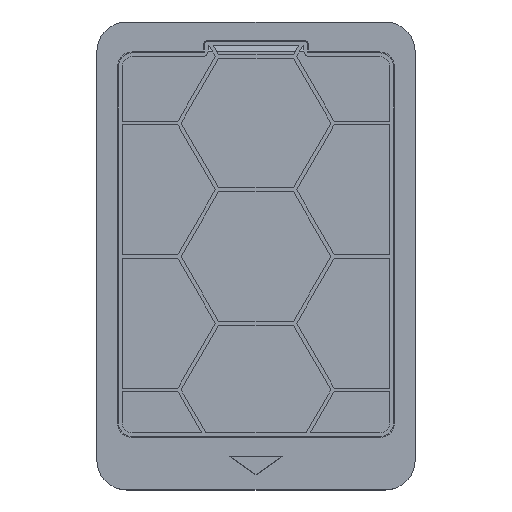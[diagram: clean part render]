
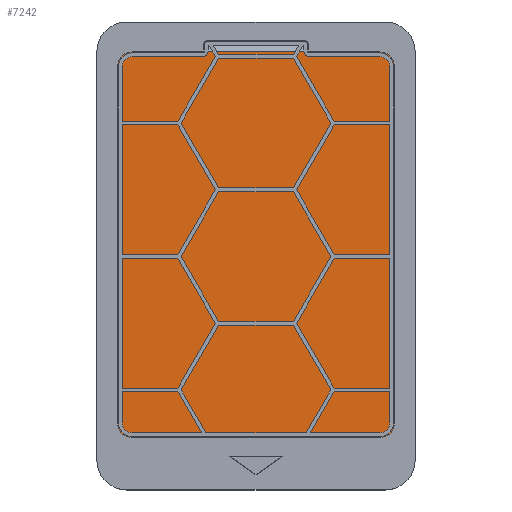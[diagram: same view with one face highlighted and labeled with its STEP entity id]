
A CAD part, top view. The second image highlights one B-rep face of the part: STEP entity #7242.
In plain terms, the highlighted planar face has unit normal (0, 0, 1).
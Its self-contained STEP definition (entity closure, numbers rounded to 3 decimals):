
#157=PLANE('',#7666);
#486=FACE_OUTER_BOUND('',#862,.T.);
#862=EDGE_LOOP('',(#5371,#5372,#5373,#5374));
#1390=LINE('',#10392,#2328);
#1391=LINE('',#10394,#2329);
#1392=LINE('',#10396,#2330);
#1393=LINE('',#10397,#2331);
#2328=VECTOR('',#8426,10.);
#2329=VECTOR('',#8427,10.);
#2330=VECTOR('',#8428,10.);
#2331=VECTOR('',#8429,10.);
#3343=VERTEX_POINT('',#10390);
#3344=VERTEX_POINT('',#10391);
#3345=VERTEX_POINT('',#10393);
#3346=VERTEX_POINT('',#10395);
#4116=EDGE_CURVE('',#3343,#3344,#1390,.T.);
#4117=EDGE_CURVE('',#3343,#3345,#1391,.T.);
#4118=EDGE_CURVE('',#3346,#3345,#1392,.T.);
#4119=EDGE_CURVE('',#3346,#3344,#1393,.T.);
#5371=ORIENTED_EDGE('',*,*,#4116,.F.);
#5372=ORIENTED_EDGE('',*,*,#4117,.T.);
#5373=ORIENTED_EDGE('',*,*,#4118,.F.);
#5374=ORIENTED_EDGE('',*,*,#4119,.T.);
#7242=ADVANCED_FACE('',(#486),#157,.F.);
#7666=AXIS2_PLACEMENT_3D('',#10389,#8424,#8425);
#8424=DIRECTION('center_axis',(0.,0.,-1.));
#8425=DIRECTION('ref_axis',(1.,0.,0.));
#8426=DIRECTION('',(1.,0.,0.));
#8427=DIRECTION('',(0.,-1.,0.));
#8428=DIRECTION('',(-1.,0.,0.));
#8429=DIRECTION('',(0.,1.,0.));
#10389=CARTESIAN_POINT('Origin',(0.,0.,8.));
#10390=CARTESIAN_POINT('',(-81.,109.,8.));
#10391=CARTESIAN_POINT('',(81.,109.,8.));
#10392=CARTESIAN_POINT('',(-14.,109.,8.));
#10393=CARTESIAN_POINT('',(-81.,-107.,8.));
#10394=CARTESIAN_POINT('',(-81.,-109.,8.));
#10395=CARTESIAN_POINT('',(81.,-107.,8.));
#10396=CARTESIAN_POINT('',(7.,-107.,8.));
#10397=CARTESIAN_POINT('',(81.,109.,8.));
